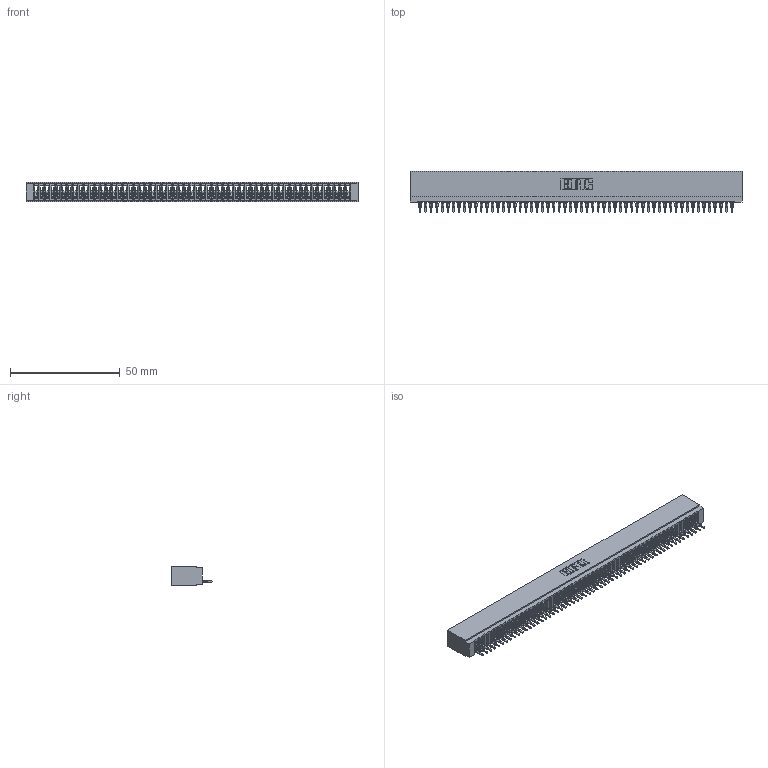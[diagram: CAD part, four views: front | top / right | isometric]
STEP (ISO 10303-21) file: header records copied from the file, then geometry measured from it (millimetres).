
FILE_DESCRIPTION (( 'STEP AP203' ), '1' );
FILE_NAME ('725-057-525-101.STEP', '2026-03-05T23:56:14', ( '' ), ( '' ), 'SwSTEP 2.0', 'SolidWorks 2023', '' );
FILE_SCHEMA (( 'CONFIG_CONTROL_DESIGN' ));
Length unit declared in the file: millimetre
Products named in the file (3): 745-292-001_525; 725-057-525-101; 725 Part_Insulator Option - 01
Assembly tree (58 placements, depth 2):
  725-057-525-101
    725 Part_Insulator Option - 01
    745-292-001_525  x57
Bounding box: 151.38 x 18.8 x 8.89 mm (x, y, z)
Volume: 11355 mm3; surface area: 22016.2 mm2
Topology: 58 solids, 58 shells, 6479 faces, 17810 edges, 11226 vertices
Faces by surface type: plane 3874, bspline 1140, cylinder 1123, torus 342
Entity records: 92053 total; most frequent: CARTESIAN_POINT 16722, ORIENTED_EDGE 16244, DIRECTION 14066, EDGE_CURVE 8122, VECTOR 7598, LINE 7598, VERTEX_POINT 5178, AXIS2_PLACEMENT_3D 3234
